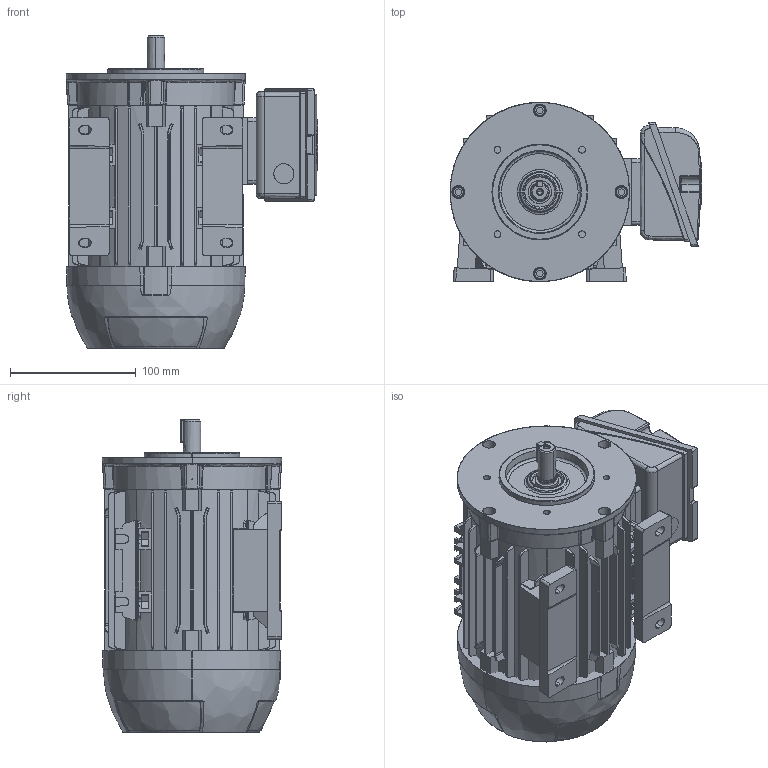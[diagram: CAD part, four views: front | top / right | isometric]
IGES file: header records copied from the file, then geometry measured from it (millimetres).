
Start section: SolidWorks IGES file using analytic representation for surfaces
Global section: file name: IEC71 B3E IR3.igs; native system: SolidWorks 2018; preprocessor: SolidWorks 2018; author: dias; date: 210827.163848; units: millimetre
Bounding box: 200.58 x 142.93 x 248.95 mm (x, y, z)
Surface area: 336211.7 mm2 (no closed solid volume)
Topology: 0 solids, 0 shells, 1912 faces, 20877 edges, 20845 vertices
Faces by surface type: bspline 1284, revolution 628
